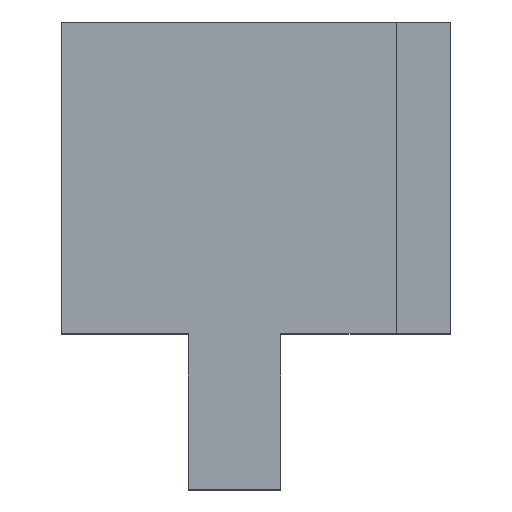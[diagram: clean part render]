
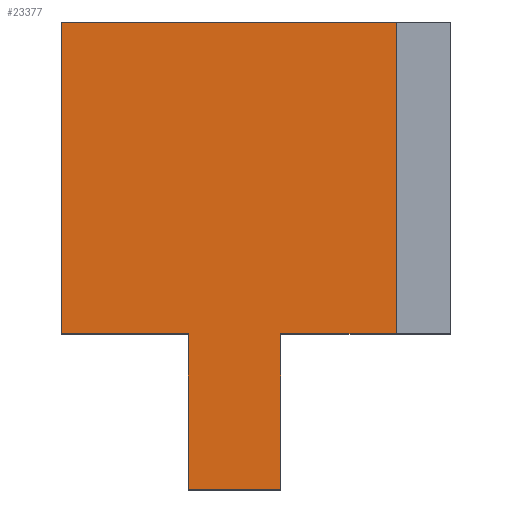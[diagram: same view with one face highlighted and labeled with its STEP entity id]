
A CAD part, top view. The second image highlights one B-rep face of the part: STEP entity #23377.
In plain terms, the highlighted planar face has unit normal (0, 0, 1).
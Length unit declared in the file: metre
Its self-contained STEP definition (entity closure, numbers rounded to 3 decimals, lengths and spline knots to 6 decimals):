
#163 = CARTESIAN_POINT ( 'NONE',  ( -0.869224, -4., 2.6 ) ) ;
#198 = ORIENTED_EDGE ( 'NONE', *, *, #2386, .T. ) ;
#217 = CARTESIAN_POINT ( 'NONE',  ( -2.5, 2., 2.6 ) ) ;
#752 = VECTOR ( 'NONE', #32322, 1. ) ;
#1147 = CARTESIAN_POINT ( 'NONE',  ( -2.5, 2., 2.6 ) ) ;
#1923 = CARTESIAN_POINT ( 'NONE',  ( -2.5, -2., 2.6 ) ) ;
#1933 = VECTOR ( 'NONE', #5189, 1. ) ;
#2263 = ORIENTED_EDGE ( 'NONE', *, *, #12864, .T. ) ;
#2386 = EDGE_CURVE ( 'NONE', #4048, #26930, #2450, .T. ) ;
#2450 = LINE ( 'NONE', #13297, #30764 ) ;
#2451 = VECTOR ( 'NONE', #30416, 1. ) ;
#2854 = LINE ( 'NONE', #13357, #1933 ) ;
#3004 = VERTEX_POINT ( 'NONE', #32858 ) ;
#3041 = VECTOR ( 'NONE', #6029, 1. ) ;
#4036 = VERTEX_POINT ( 'NONE', #23009 ) ;
#4048 = VERTEX_POINT ( 'NONE', #1147 ) ;
#4113 = PLANE ( 'NONE',  #28018 ) ;
#5189 = DIRECTION ( 'NONE',  ( -1., 0., 0. ) ) ;
#6029 = DIRECTION ( 'NONE',  ( 0., 1., 0. ) ) ;
#6702 = LINE ( 'NONE', #31024, #9347 ) ;
#7241 = ORIENTED_EDGE ( 'NONE', *, *, #13955, .F. ) ;
#7449 = DIRECTION ( 'NONE',  ( 0., -1., 0. ) ) ;
#7874 = ORIENTED_EDGE ( 'NONE', *, *, #18171, .T. ) ;
#8216 = LINE ( 'NONE', #29705, #31988 ) ;
#9347 = VECTOR ( 'NONE', #23208, 1. ) ;
#12555 = ORIENTED_EDGE ( 'NONE', *, *, #18702, .T. ) ;
#12864 = EDGE_CURVE ( 'NONE', #26930, #3004, #26967, .T. ) ;
#13116 = VECTOR ( 'NONE', #23956, 1. ) ;
#13297 = CARTESIAN_POINT ( 'NONE',  ( -2.5, -2., 2.6 ) ) ;
#13357 = CARTESIAN_POINT ( 'NONE',  ( -0.869224, -4., 2.6 ) ) ;
#13955 = EDGE_CURVE ( 'NONE', #4036, #3004, #24515, .T. ) ;
#14034 = VERTEX_POINT ( 'NONE', #27181 ) ;
#15524 = ORIENTED_EDGE ( 'NONE', *, *, #22141, .T. ) ;
#15925 = EDGE_CURVE ( 'NONE', #14034, #4036, #2854, .T. ) ;
#16408 = LINE ( 'NONE', #217, #2451 ) ;
#17286 = DIRECTION ( 'NONE',  ( 0., 0., -1. ) ) ;
#17676 = CARTESIAN_POINT ( 'NONE',  ( 1.8, -2., 2.6 ) ) ;
#18171 = EDGE_CURVE ( 'NONE', #30288, #24093, #8216, .T. ) ;
#18702 = EDGE_CURVE ( 'NONE', #24093, #21105, #33025, .T. ) ;
#19406 = DIRECTION ( 'NONE',  ( 1., 0., 0. ) ) ;
#21105 = VERTEX_POINT ( 'NONE', #27887 ) ;
#22141 = EDGE_CURVE ( 'NONE', #14034, #30288, #6702, .T. ) ;
#23009 = CARTESIAN_POINT ( 'NONE',  ( -0.869224, -4., 2.6 ) ) ;
#23208 = DIRECTION ( 'NONE',  ( 0., 1., 0. ) ) ;
#23215 = EDGE_CURVE ( 'NONE', #21105, #4048, #16408, .T. ) ;
#23377 = ADVANCED_FACE ( 'NONE', ( #28635 ), #4113, .F. ) ;
#23956 = DIRECTION ( 'NONE',  ( 1., 0., 0. ) ) ;
#24093 = VERTEX_POINT ( 'NONE', #17676 ) ;
#24515 = LINE ( 'NONE', #163, #752 ) ;
#25511 = EDGE_LOOP ( 'NONE', ( #15524, #7874, #12555, #34584, #198, #2263, #7241, #31268 ) ) ;
#26930 = VERTEX_POINT ( 'NONE', #28879 ) ;
#26967 = LINE ( 'NONE', #1923, #13116 ) ;
#27181 = CARTESIAN_POINT ( 'NONE',  ( 0.315137, -4., 2.6 ) ) ;
#27887 = CARTESIAN_POINT ( 'NONE',  ( 1.8, 2., 2.6 ) ) ;
#27934 = DIRECTION ( 'NONE',  ( -1., 0., 0. ) ) ;
#28018 = AXIS2_PLACEMENT_3D ( 'NONE', #28283, #17286, #27934 ) ;
#28225 = CARTESIAN_POINT ( 'NONE',  ( 1.8, 0., 2.6 ) ) ;
#28283 = CARTESIAN_POINT ( 'NONE',  ( -0.869224, -4., 2.6 ) ) ;
#28635 = FACE_OUTER_BOUND ( 'NONE', #25511, .T. ) ;
#28879 = CARTESIAN_POINT ( 'NONE',  ( -2.5, -2., 2.6 ) ) ;
#29705 = CARTESIAN_POINT ( 'NONE',  ( -2.5, -2., 2.6 ) ) ;
#30288 = VERTEX_POINT ( 'NONE', #32360 ) ;
#30416 = DIRECTION ( 'NONE',  ( -1., 0., 0. ) ) ;
#30764 = VECTOR ( 'NONE', #7449, 1. ) ;
#31024 = CARTESIAN_POINT ( 'NONE',  ( 0.315137, -4., 2.6 ) ) ;
#31268 = ORIENTED_EDGE ( 'NONE', *, *, #15925, .F. ) ;
#31988 = VECTOR ( 'NONE', #19406, 1. ) ;
#32322 = DIRECTION ( 'NONE',  ( 0., 1., 0. ) ) ;
#32360 = CARTESIAN_POINT ( 'NONE',  ( 0.315137, -2., 2.6 ) ) ;
#32858 = CARTESIAN_POINT ( 'NONE',  ( -0.869224, -2., 2.6 ) ) ;
#33025 = LINE ( 'NONE', #28225, #3041 ) ;
#34584 = ORIENTED_EDGE ( 'NONE', *, *, #23215, .T. ) ;
